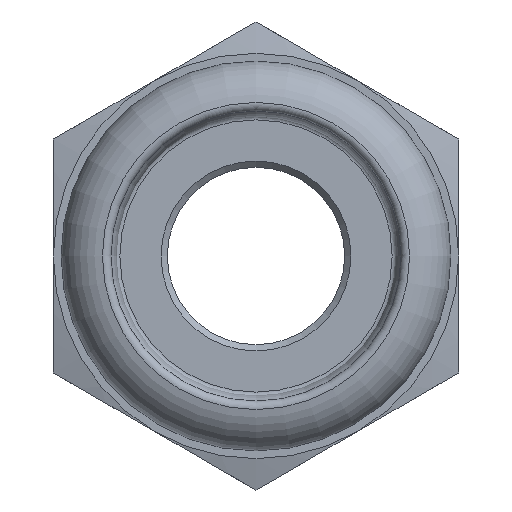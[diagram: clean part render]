
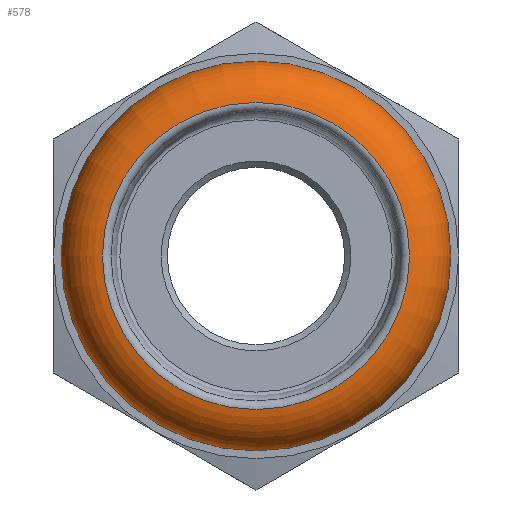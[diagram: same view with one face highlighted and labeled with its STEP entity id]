
A CAD part, front view. The second image highlights one B-rep face of the part: STEP entity #578.
In plain terms, the highlighted toroidal (fillet/blend) face has major radius 11.646 mm and minor radius 3.759 mm.
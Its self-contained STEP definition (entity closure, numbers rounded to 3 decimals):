
#104=FACE_OUTER_BOUND('',#142,.T.);
#142=EDGE_LOOP('',(#387,#388,#389,#390,#391,#392));
#184=CIRCLE('',#637,12.65);
#185=CIRCLE('',#638,12.65);
#186=CIRCLE('',#639,3.759);
#187=CIRCLE('',#640,12.127);
#188=CIRCLE('',#641,12.127);
#237=VERTEX_POINT('',#928);
#238=VERTEX_POINT('',#929);
#239=VERTEX_POINT('',#932);
#240=VERTEX_POINT('',#934);
#295=EDGE_CURVE('',#237,#238,#184,.T.);
#296=EDGE_CURVE('',#238,#237,#185,.T.);
#297=EDGE_CURVE('',#238,#239,#186,.T.);
#298=EDGE_CURVE('',#239,#240,#187,.T.);
#299=EDGE_CURVE('',#240,#239,#188,.T.);
#387=ORIENTED_EDGE('',*,*,#295,.F.);
#388=ORIENTED_EDGE('',*,*,#296,.F.);
#389=ORIENTED_EDGE('',*,*,#297,.T.);
#390=ORIENTED_EDGE('',*,*,#298,.T.);
#391=ORIENTED_EDGE('',*,*,#299,.T.);
#392=ORIENTED_EDGE('',*,*,#297,.F.);
#571=TOROIDAL_SURFACE('',#636,11.646,3.759);
#578=ADVANCED_FACE('',(#104),#571,.T.);
#636=AXIS2_PLACEMENT_3D('',#927,#729,#730);
#637=AXIS2_PLACEMENT_3D('',#930,#731,#732);
#638=AXIS2_PLACEMENT_3D('',#931,#733,#734);
#639=AXIS2_PLACEMENT_3D('',#933,#735,#736);
#640=AXIS2_PLACEMENT_3D('',#935,#737,#738);
#641=AXIS2_PLACEMENT_3D('',#936,#739,#740);
#729=DIRECTION('center_axis',(0.,1.,0.));
#730=DIRECTION('ref_axis',(0.,0.,1.));
#731=DIRECTION('center_axis',(0.,1.,0.));
#732=DIRECTION('ref_axis',(0.,0.,1.));
#733=DIRECTION('center_axis',(0.,1.,0.));
#734=DIRECTION('ref_axis',(0.,0.,1.));
#735=DIRECTION('center_axis',(-1.,0.,0.));
#736=DIRECTION('ref_axis',(0.,0.,-1.));
#737=DIRECTION('center_axis',(0.,1.,0.));
#738=DIRECTION('ref_axis',(0.,0.,1.));
#739=DIRECTION('center_axis',(0.,1.,0.));
#740=DIRECTION('ref_axis',(0.,0.,1.));
#927=CARTESIAN_POINT('Origin',(0.,3.733,0.));
#928=CARTESIAN_POINT('',(0.,7.355,12.65));
#929=CARTESIAN_POINT('',(0.,7.355,-12.65));
#930=CARTESIAN_POINT('Origin',(0.,7.355,0.));
#931=CARTESIAN_POINT('Origin',(0.,7.355,0.));
#932=CARTESIAN_POINT('',(0.,0.005,-12.127));
#933=CARTESIAN_POINT('Origin',(0.,3.733,-11.646));
#934=CARTESIAN_POINT('',(0.,0.005,12.127));
#935=CARTESIAN_POINT('Origin',(0.,0.005,0.));
#936=CARTESIAN_POINT('Origin',(0.,0.005,0.));
